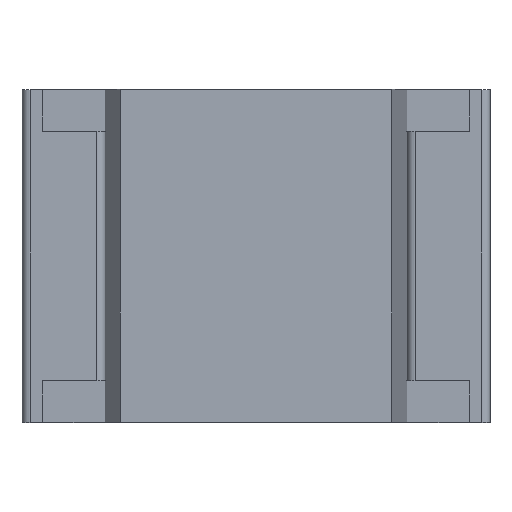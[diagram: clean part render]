
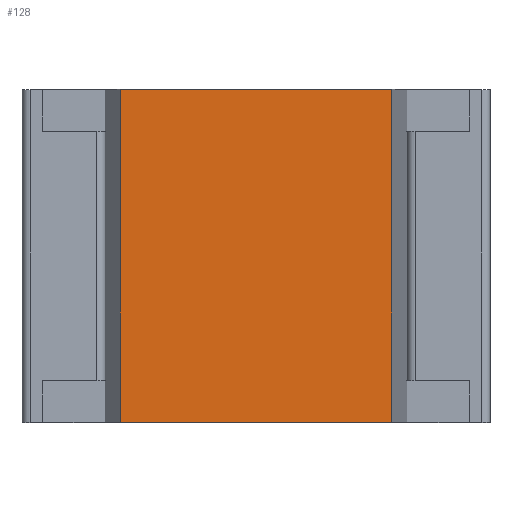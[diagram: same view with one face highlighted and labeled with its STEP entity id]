
A CAD part, top view. The second image highlights one B-rep face of the part: STEP entity #128.
In plain terms, the highlighted planar face has unit normal (0, 0, 1).
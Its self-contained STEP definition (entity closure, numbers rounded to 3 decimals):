
#13=DIRECTION('',(0.,0.,1.));
#24=VERTEX_POINT('',#25);
#25=CARTESIAN_POINT('',(-1.305,-1.6,1.5));
#29=ORIENTED_EDGE('',*,*,#30,.T.);
#30=EDGE_CURVE('',#24,#31,#33,.T.);
#31=VERTEX_POINT('',#32);
#32=CARTESIAN_POINT('',(1.305,-1.6,1.5));
#33=LINE('',#25,#34);
#34=VECTOR('',#35,1.);
#35=DIRECTION('',(1.,0.,0.));
#62=VECTOR('',#63,1.);
#63=DIRECTION('',(0.,-1.,0.));
#73=EDGE_CURVE('',#74,#24,#76,.T.);
#74=VERTEX_POINT('',#75);
#75=CARTESIAN_POINT('',(-1.305,1.6,1.5));
#76=LINE('',#75,#62);
#128=ADVANCED_FACE('',(#129),#140,.T.);
#129=FACE_BOUND('',#130,.T.);
#130=EDGE_LOOP('',(#131,#29,#132,#137));
#131=ORIENTED_EDGE('',*,*,#73,.T.);
#132=ORIENTED_EDGE('',*,*,#133,.F.);
#133=EDGE_CURVE('',#134,#31,#136,.T.);
#134=VERTEX_POINT('',#135);
#135=CARTESIAN_POINT('',(1.305,1.6,1.5));
#136=LINE('',#135,#62);
#137=ORIENTED_EDGE('',*,*,#138,.F.);
#138=EDGE_CURVE('',#74,#134,#139,.T.);
#139=LINE('',#75,#34);
#140=PLANE('',#141);
#141=AXIS2_PLACEMENT_3D('',#75,#13,#35);
